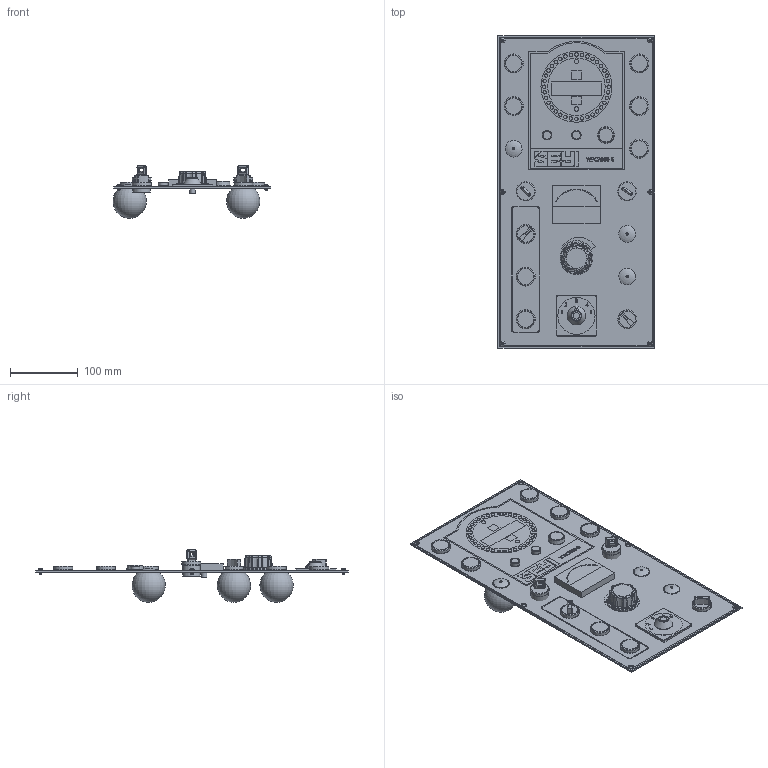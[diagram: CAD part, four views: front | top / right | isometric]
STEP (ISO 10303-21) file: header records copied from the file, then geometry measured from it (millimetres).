
FILE_DESCRIPTION (( 'STEP AP203' ), '1' );
FILE_NAME ('01A0543735P-控制面板.STEP', '2023-09-28T07:19:27', ( '' ), ( '' ), 'SwSTEP 2.0', 'SolidWorks 2018', '' );
FILE_SCHEMA (( 'CONFIG_CONTROL_DESIGN' ));
Length unit declared in the file: millimetre
Products named in the file (1): 01A0543735P-控制面板
Bounding box: 233.31 x 462 x 77.79 mm (x, y, z)
Volume: 534781.5 mm3; surface area: 298828 mm2
Topology: 48 solids, 48 shells, 787 faces, 1831 edges, 1189 vertices
Faces by surface type: plane 335, cylinder 161, torus 127, bspline 94, cone 46, sphere 24
Full cylindrical faces by diameter (mm): 3.5 x6, 4 x6, 5 x6, 7 x6, 8 x1, 9.5 x1, 10 x1, 12 x2, 13 x2, 14 x2, 19 x3, 20.158 x1, 22 x18, 24 x9, 26 x2, 28 x11, 30 x1, 48 x1, 55 x2
Entity records: 32455 total; most frequent: CARTESIAN_POINT 15484, DIRECTION 3342, ORIENTED_EDGE 3268, EDGE_CURVE 1634, AXIS2_PLACEMENT_3D 1330, VERTEX_POINT 1182, EDGE_LOOP 1086, FACE_OUTER_BOUND 916
